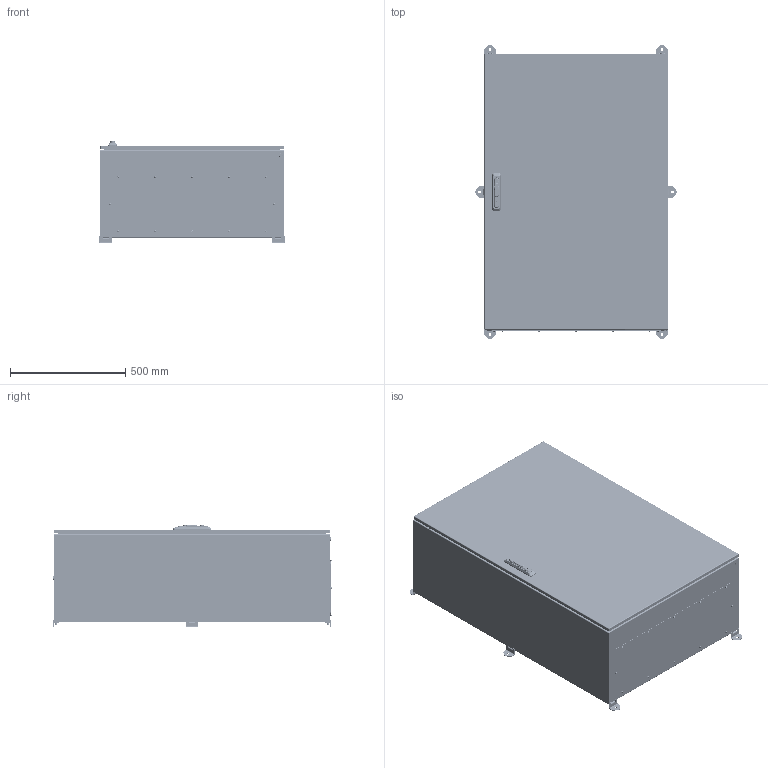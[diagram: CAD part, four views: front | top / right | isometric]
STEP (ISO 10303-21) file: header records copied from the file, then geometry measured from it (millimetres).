
FILE_DESCRIPTION (( 'STEP AP214' ), '1' );
FILE_NAME ('31.080.120.40.STEP', '2025-11-26T04:29:14', ( '' ), ( '' ), 'SwSTEP 2.0', 'SolidWorks 2021', '' );
FILE_SCHEMA (( 'AUTOMOTIVE_DESIGN' ));
Length unit declared in the file: millimetre
Products named in the file (55): 妈眚 DIN 912-󋔊0-Zn; 006.DD.CC.step; 7.step; ﾒ聰 葢褞浯 ﾍ500; Ãàñêåòèíã êðûøêè W800D300; Çàêëåïêà ðåçüáîâàÿ Ì8 ãëóõàÿ øåñòèãðàííàÿ ñ óìåíüøåííûì áîðòîì; 10.step; 31.080.120.40-02 扻豵鵨; Âèíò Ì4; Çóá÷àòàÿ øàéáà Ì5; 4.step; 31.080.120.40; 1.step; 10.000.120.00-06; Âèíò DIN 967 Ì5õ16 ñ ïîëóêðóãëîé ãîëîâêîé ñ êðåñòîîáðàçíûì øëèöåì; 6.step; 11.step; Ãàéêà Ì6 äëÿ øïèëüêè; 31.080.000.40-03 捘; ﾘ琺矜 ⅰⅱ浯; 31.080.120.00-01 捘; Øïèëüêà ïðèâàðíàÿ Ì6õ25; Íàñòåííîå êðåïëåíèå; 8.step; 31.080.120.00-04 Ìîíòàæíàÿ ïàíåëü; Âòóëêà øàðíèðà; Ãàéêà M6 DIN6923.step; S3B4504 ????????.stp; Çàêëåïêà ðåçüáîâàÿ Ì5 øåñòèãðàííàÿ ñ óìåíüøåííûì áîðòîì; Äâåðíîé ïðîôèëü ÌÊ 20 Í1200; Íàêîíå÷íèê òÿãè Ì8; Çàêëåïêà ðåçüáîâàÿ Ì8 øåñòèãðàííàÿ ñ óìåíüøåííûì áîðòîì; Çàêëåïêà ðåçüáîâàÿ Ì6 øåñòèãðàííàÿ ñ óìåíüøåííûì áîðòîì; 5.step; 31.080.120.00-01 ﾄ粢; 31.000.120.40-08 捘; Ïðîñòàâêà; 2.step; 31.080.000.40-03 Êðûøêà; 31.000.120.40-08 Áîêîâàÿ ñòåíêà ...
Assembly tree (166 placements, depth 4):
  31.080.120.40
    31.080.120.40-02 捘
      31.080.120.40-02 扻豵鵨
      Øïèëüêà ïðèâàðíàÿ Ì6õ25  x6
      Çàêëåïêà ðåçüáîâàÿ Ì8 ãëóõàÿ øåñòèãðàííàÿ ñ óìåíüøåííûì áîðòîì  x4
      Çàêëåïêà ðåçüáîâàÿ Ì5 øåñòèãðàííàÿ ñ óìåíüøåííûì áîðòîì  x12
      Çàêëåïêà ðåçüáîâàÿ Ì8 øåñòèãðàííàÿ ñ óìåíüøåííûì áîðòîì  x2
    31.000.120.40-08 捘  x2
      31.000.120.40-08 Áîêîâàÿ ñòåíêà
      Øïèëüêà ïðèâàðíàÿ Ì6õ16
    Øàðíèð âíåøíÿÿ ÷àñòü  x3
    Øàðíèð îòâåòíàÿ ÷àñòü  x3
    Âèíò Ì4  x6
    Âòóëêà øàðíèðà  x3
    31.080.120.00-01 捘
      31.080.120.00-01 ﾄ粢
      Øïèëüêà ïðèâàðíàÿ Ì6õ16  x4
      Øàðíèð ïðèâàðíàÿ ÷àñòü  x3
      Ãàñêåòèíã äâåðè 800õ1200
      10.000.120.00-06  x2
      006.DD.CC.step
        1.step
        2.step
        3.step
        4.step
        5.step
        6.step
        7.step  x2
        8.step
        9.step
        10.step
        11.step
      Äåðæàòåëü êðóãëîé òÿãè  x2
      ﾘ琺矜 ⅰⅱ浯  x2
      S3B4504 ????????.stp
      ﾒ聰 葢褞浯 ﾍ500
      ﾒ聰 葢褞浯 ﾍ600
      Íàêîíå÷íèê òÿãè Ì8  x2
    31.080.000.40-03 捘
      31.080.000.40-03 Êðûøêà
      Ãàñêåòèíã êðûøêè W800D300
    Âèíò DIN 967 Ì5õ16 ñ ïîëóêðóãëîé ãîëîâêîé ñ êðåñòîîáðàçíûì øëèöåì  x12
    31.080.120.00-04 捘
      31.080.120.00-04 Ìîíòàæíàÿ ïàíåëü
      Çàêëåïêà ðåçüáîâàÿ Ì6 øåñòèãðàííàÿ ñ óìåíüøåííûì áîðòîì  x4
      Çíàê çàçåìëåíèÿ ô20ìì  x4
    Ãàéêà M6 DIN6923.step  x6
    Ïðîñòàâêà  x6
    妈眚 DIN 912-󋔊0-Zn  x6
    Íàñòåííîå êðåïëåíèå  x6
    Ñèëèêîíîâàÿ çàãëóøêà çàçåìëåíèÿ D12  x3
    Ñèëèêîíîâàÿ çàãëóøêà øàðíèð D4,5  x6
    Øàéáà îöèíêîâàííàÿ Ì8  x6
    Çóá÷àòàÿ øàéáà Ì5  x2
    Äâåðíîé ïðîôèëü ÌÊ 20 Í1200  x4
    Ãàéêà Ì6 äëÿ øïèëüêè  x12
Bounding box: 874.84 x 1274.84 x 444 mm (x, y, z)
Volume: 8406186.6 mm3; surface area: 10282149.6 mm2
Topology: 166 solids, 166 shells, 7384 faces, 19523 edges, 12639 vertices
Faces by surface type: plane 3197, cylinder 3173, cone 465, torus 274, bspline 238, sphere 37
Entity records: 114493 total; most frequent: CARTESIAN_POINT 41682, ORIENTED_EDGE 15210, DIRECTION 13939, EDGE_CURVE 7605, VERTEX_POINT 4992, AXIS2_PLACEMENT_3D 4806, VECTOR 4327, LINE 4327
